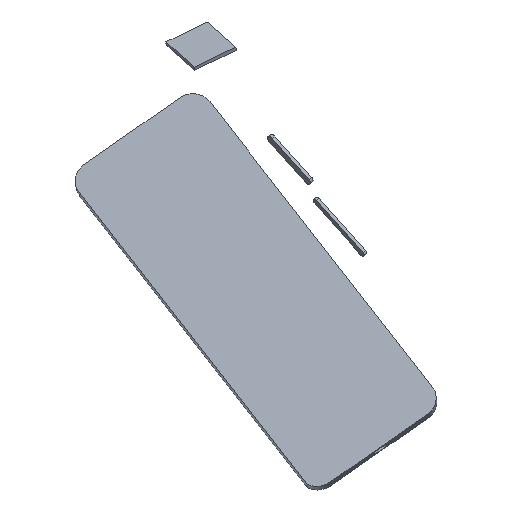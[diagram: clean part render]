
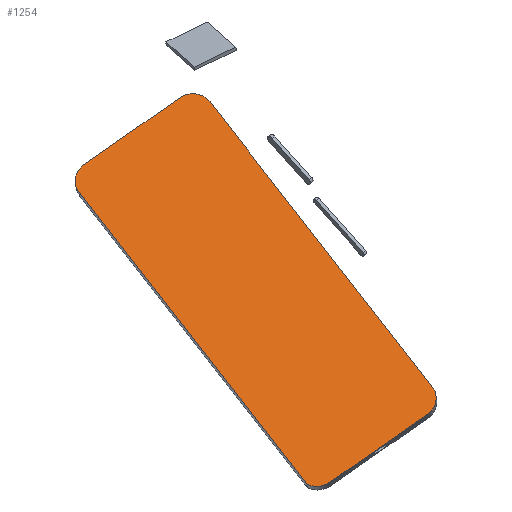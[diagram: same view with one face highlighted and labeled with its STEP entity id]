
A CAD part, left-side view. The second image highlights one B-rep face of the part: STEP entity #1254.
In plain terms, the highlighted face is planar.
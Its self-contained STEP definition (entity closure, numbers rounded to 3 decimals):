
#62 = EDGE_CURVE ( 'NONE', #1151, #218, #2053, .T. ) ;
#67 = EDGE_CURVE ( 'NONE', #131, #1274, #1204, .T. ) ;
#97 = CARTESIAN_POINT ( 'NONE',  ( 115.068, -34.754, 0. ) ) ;
#131 = VERTEX_POINT ( 'NONE', #726 ) ;
#154 = VERTEX_POINT ( 'NONE', #1216 ) ;
#164 = ORIENTED_EDGE ( 'NONE', *, *, #517, .T. ) ;
#190 = DIRECTION ( 'NONE',  ( -1., 0., 0. ) ) ;
#218 = VERTEX_POINT ( 'NONE', #275 ) ;
#219 = EDGE_CURVE ( 'NONE', #958, #404, #1455, .T. ) ;
#253 = AXIS2_PLACEMENT_3D ( 'NONE', #97, #765, #1880 ) ;
#275 = CARTESIAN_POINT ( 'NONE',  ( -76.115, -35.973, 0. ) ) ;
#309 = AXIS2_PLACEMENT_3D ( 'NONE', #1785, #320, #974 ) ;
#320 = DIRECTION ( 'NONE',  ( 0., 0., -1. ) ) ;
#327 = DIRECTION ( 'NONE',  ( -1., 0., 0. ) ) ;
#404 = VERTEX_POINT ( 'NONE', #1925 ) ;
#433 = EDGE_CURVE ( 'NONE', #154, #1151, #525, .T. ) ;
#517 = EDGE_CURVE ( 'NONE', #154, #958, #1745, .T. ) ;
#523 = DIRECTION ( 'NONE',  ( 1., 0., 0. ) ) ;
#525 = CIRCLE ( 'NONE', #1275, 10.536 ) ;
#531 = AXIS2_PLACEMENT_3D ( 'NONE', #691, #1658, #190 ) ;
#534 = CARTESIAN_POINT ( 'NONE',  ( 125.533, 22.678, 0. ) ) ;
#552 = DIRECTION ( 'NONE',  ( 0., -1., 0. ) ) ;
#594 = DIRECTION ( 'NONE',  ( 1., 0., 0. ) ) ;
#606 = CARTESIAN_POINT ( 'NONE',  ( -65.723, 20.946, 0. ) ) ;
#666 = DIRECTION ( 'NONE',  ( 0., 0., -1. ) ) ;
#678 = EDGE_CURVE ( 'NONE', #404, #1274, #862, .T. ) ;
#684 = EDGE_CURVE ( 'NONE', #1890, #131, #1000, .T. ) ;
#691 = CARTESIAN_POINT ( 'NONE',  ( 115.14, 20.946, 0. ) ) ;
#726 = CARTESIAN_POINT ( 'NONE',  ( 115.14, -45.289, 0. ) ) ;
#729 = CARTESIAN_POINT ( 'NONE',  ( -70.142, -45.289, 0. ) ) ;
#749 = CARTESIAN_POINT ( 'NONE',  ( -76.115, 22.678, 0. ) ) ;
#764 = ORIENTED_EDGE ( 'NONE', *, *, #684, .F. ) ;
#765 = DIRECTION ( 'NONE',  ( 0., 0., 1. ) ) ;
#817 = ORIENTED_EDGE ( 'NONE', *, *, #219, .T. ) ;
#832 = CIRCLE ( 'NONE', #309, 10.536 ) ;
#862 = LINE ( 'NONE', #534, #1436 ) ;
#888 = DIRECTION ( 'NONE',  ( 1., 0., 0. ) ) ;
#900 = VECTOR ( 'NONE', #594, 1000. ) ;
#958 = VERTEX_POINT ( 'NONE', #1231 ) ;
#962 = FACE_OUTER_BOUND ( 'NONE', #1693, .T. ) ;
#974 = DIRECTION ( 'NONE',  ( -1., 0., 0. ) ) ;
#1000 = LINE ( 'NONE', #729, #1871 ) ;
#1056 = DIRECTION ( 'NONE',  ( 0., -1., 0. ) ) ;
#1090 = ORIENTED_EDGE ( 'NONE', *, *, #433, .F. ) ;
#1151 = VERTEX_POINT ( 'NONE', #1256 ) ;
#1182 = ORIENTED_EDGE ( 'NONE', *, *, #67, .F. ) ;
#1204 = CIRCLE ( 'NONE', #253, 10.536 ) ;
#1216 = CARTESIAN_POINT ( 'NONE',  ( -65.723, 31.482, 0. ) ) ;
#1231 = CARTESIAN_POINT ( 'NONE',  ( 115.14, 31.482, 0. ) ) ;
#1254 = ADVANCED_FACE ( 'NONE', ( #962 ), #1800, .T. ) ;
#1255 = CARTESIAN_POINT ( 'NONE',  ( -70.142, -45.289, 0. ) ) ;
#1256 = CARTESIAN_POINT ( 'NONE',  ( -76.115, 22.678, 0. ) ) ;
#1274 = VERTEX_POINT ( 'NONE', #1303 ) ;
#1275 = AXIS2_PLACEMENT_3D ( 'NONE', #606, #1888, #888 ) ;
#1284 = VECTOR ( 'NONE', #1056, 1000. ) ;
#1303 = CARTESIAN_POINT ( 'NONE',  ( 125.533, -35.973, 0. ) ) ;
#1371 = CARTESIAN_POINT ( 'NONE',  ( -65.723, 31.482, 0. ) ) ;
#1436 = VECTOR ( 'NONE', #552, 1000. ) ;
#1446 = ORIENTED_EDGE ( 'NONE', *, *, #62, .F. ) ;
#1455 = CIRCLE ( 'NONE', #531, 10.536 ) ;
#1486 = AXIS2_PLACEMENT_3D ( 'NONE', #1942, #666, #327 ) ;
#1658 = DIRECTION ( 'NONE',  ( 0., 0., -1. ) ) ;
#1660 = EDGE_CURVE ( 'NONE', #1890, #218, #832, .T. ) ;
#1693 = EDGE_LOOP ( 'NONE', ( #817, #1997, #1182, #764, #1939, #1446, #1090, #164 ) ) ;
#1745 = LINE ( 'NONE', #1371, #900 ) ;
#1785 = CARTESIAN_POINT ( 'NONE',  ( -65.581, -35.792, 0. ) ) ;
#1800 = PLANE ( 'NONE',  #1486 ) ;
#1871 = VECTOR ( 'NONE', #523, 1000. ) ;
#1880 = DIRECTION ( 'NONE',  ( 1., 0., 0. ) ) ;
#1888 = DIRECTION ( 'NONE',  ( 0., 0., 1. ) ) ;
#1890 = VERTEX_POINT ( 'NONE', #1255 ) ;
#1925 = CARTESIAN_POINT ( 'NONE',  ( 125.533, 22.678, 0. ) ) ;
#1939 = ORIENTED_EDGE ( 'NONE', *, *, #1660, .T. ) ;
#1942 = CARTESIAN_POINT ( 'NONE',  ( 115.14, 20.946, 0. ) ) ;
#1997 = ORIENTED_EDGE ( 'NONE', *, *, #678, .T. ) ;
#2053 = LINE ( 'NONE', #749, #1284 ) ;
